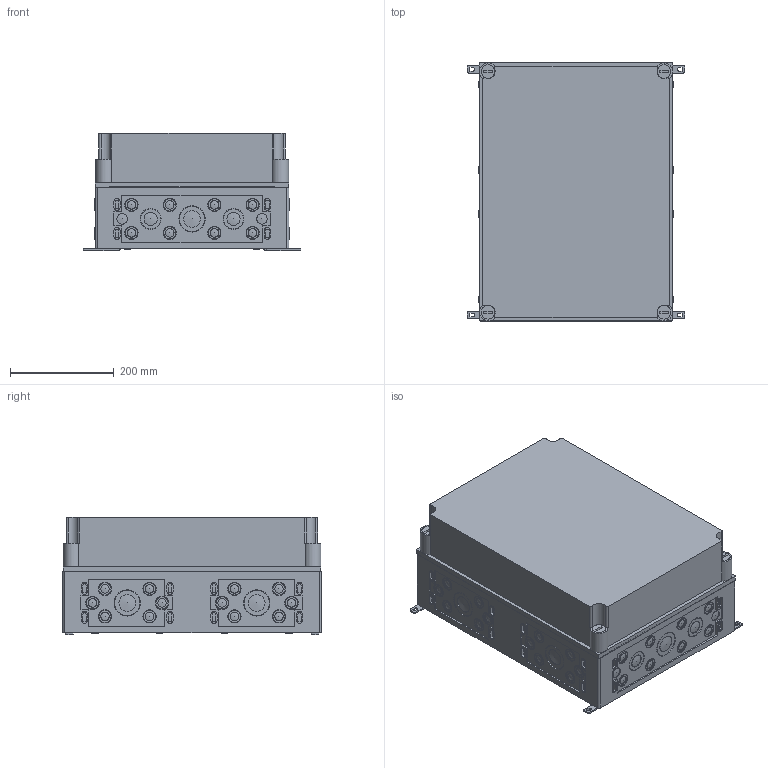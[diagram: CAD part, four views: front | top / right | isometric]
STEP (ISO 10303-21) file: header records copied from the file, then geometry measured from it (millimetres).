
FILE_DESCRIPTION( ( 'STEP AP214' ), '1' );
FILE_NAME( 'ci45e_200_ral7035.stp', '2021-04-12T12:32:55', ( 'License CC BY-ND 4.0' ), ( 'CADENAS' ), ' ', 'PARTsolutions', ' ' );
FILE_SCHEMA( ( 'AUTOMOTIVE_DESIGN { 1 0 10303 214 1 1 1 1 }' ) );
Length unit declared in the file: millimetre
Products named in the file (4): 194617; _001893_P; _194627_P; _036168_P1
Assembly tree (6 placements, depth 2):
  194617
    _001893_P
    _194627_P
    _036168_P1  x4
Bounding box: 420.57 x 500 x 226 mm (x, y, z)
Volume: 4239114.4 mm3; surface area: 1606022.2 mm2
Topology: 6 solids, 6 shells, 2748 faces, 7032 edges, 4684 vertices
Faces by surface type: plane 1612, cylinder 918, cone 110, torus 50, bspline 36, sphere 22
Full cylindrical faces by diameter (mm): 4.1 x84, 6 x16, 6.8 x4, 9.38 x4, 9.5 x4, 10 x4, 11.2 x4, 12 x12, 26 x4, 32.3 x6
Entity records: 99902 total; most frequent: CARTESIAN_POINT 14383, DIRECTION 13658, ORIENTED_EDGE 12616, EDGE_CURVE 6308, AXIS2_PLACEMENT_3D 4743, VERTEX_POINT 4444, LINE 4172, VECTOR 4172
